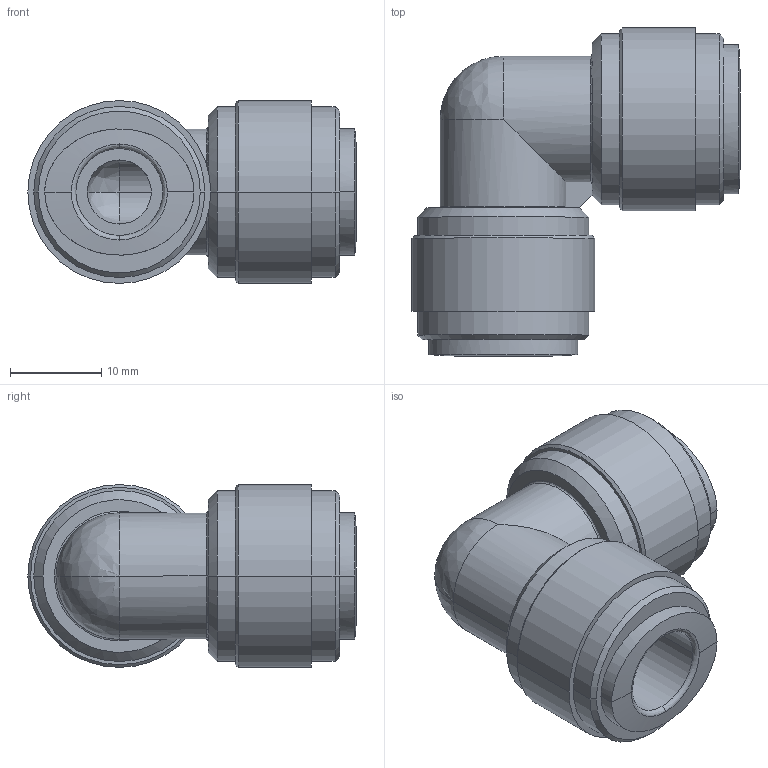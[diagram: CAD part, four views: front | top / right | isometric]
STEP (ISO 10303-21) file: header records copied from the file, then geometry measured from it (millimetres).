
FILE_DESCRIPTION (( 'STEP AP214' ), '1' );
FILE_NAME ('UL38-P.step', '2017-08-29T21:00:35', ( '' ), ( '' ), 'SwSTEP 2.0', 'SolidWorks 2017', '' );
FILE_SCHEMA (( 'AUTOMOTIVE_DESIGN' ));
Length unit declared in the file: inch
Products named in the file (1): UL38-P
Bounding box: 35.9 x 35.9 x 20 mm (x, y, z)
Volume: 8634 mm3; surface area: 4894.7 mm2
Topology: 1 solids, 1 shells, 69 faces, 162 edges, 97 vertices
Faces by surface type: cylinder 24, bspline 17, cone 12, plane 12, torus 4
Entity records: 3652 total; most frequent: CARTESIAN_POINT 2132, ORIENTED_EDGE 316, DIRECTION 302, EDGE_CURVE 158, AXIS2_PLACEMENT_3D 129, VERTEX_POINT 97, EDGE_LOOP 77, CIRCLE 76
